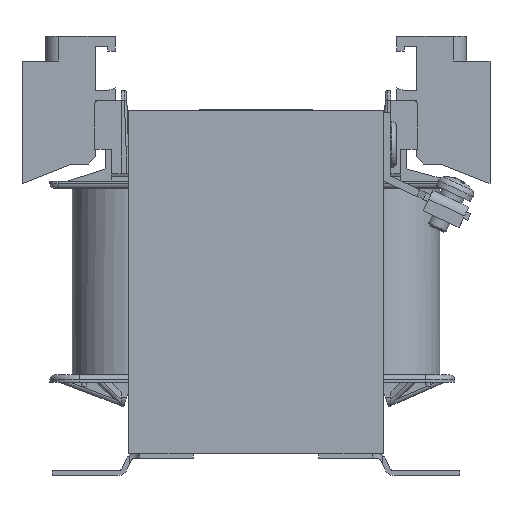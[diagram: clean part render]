
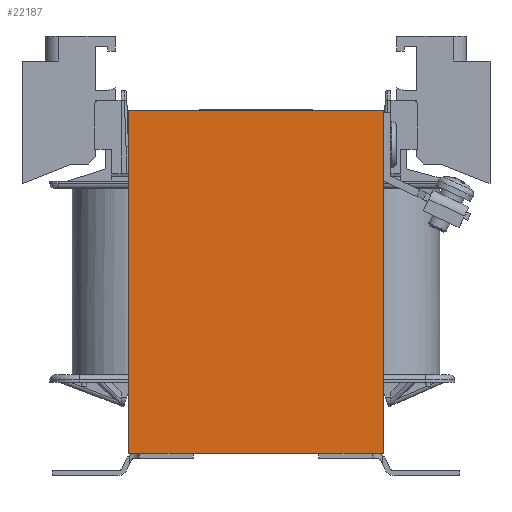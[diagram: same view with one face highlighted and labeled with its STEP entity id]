
A CAD part, left-side view. The second image highlights one B-rep face of the part: STEP entity #22187.
In plain terms, the highlighted planar face has unit normal (-1, 0, 0).
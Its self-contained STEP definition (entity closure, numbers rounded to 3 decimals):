
#1881=FACE_OUTER_BOUND('',#3014,.T.);
#3014=EDGE_LOOP('',(#17903,#17904,#17905,#17906,#17907,#17908,#17909,#17910));
#5013=LINE('',#37814,#7289);
#5026=LINE('',#37857,#7302);
#5039=LINE('',#37885,#7315);
#5061=LINE('',#37931,#7337);
#5066=LINE('',#37942,#7342);
#5075=LINE('',#37962,#7351);
#5087=LINE('',#37987,#7363);
#5088=LINE('',#37988,#7364);
#7289=VECTOR('',#28242,10.);
#7302=VECTOR('',#28277,10.);
#7315=VECTOR('',#28298,10.);
#7337=VECTOR('',#28346,10.);
#7342=VECTOR('',#28353,10.);
#7351=VECTOR('',#28366,10.);
#7363=VECTOR('',#28382,10.);
#7364=VECTOR('',#28383,10.);
#9577=VERTEX_POINT('',#37812);
#9578=VERTEX_POINT('',#37813);
#9596=VERTEX_POINT('',#37854);
#9597=VERTEX_POINT('',#37856);
#9617=VERTEX_POINT('',#37927);
#9619=VERTEX_POINT('',#37930);
#9624=VERTEX_POINT('',#37940);
#9633=VERTEX_POINT('',#37961);
#12406=EDGE_CURVE('',#9577,#9578,#5013,.T.);
#12428=EDGE_CURVE('',#9597,#9596,#5026,.T.);
#12444=EDGE_CURVE('',#9577,#9596,#5039,.T.);
#12466=EDGE_CURVE('',#9617,#9619,#5061,.T.);
#12472=EDGE_CURVE('',#9624,#9578,#5066,.T.);
#12483=EDGE_CURVE('',#9597,#9633,#5075,.T.);
#12496=EDGE_CURVE('',#9619,#9624,#5087,.T.);
#12497=EDGE_CURVE('',#9633,#9617,#5088,.T.);
#17903=ORIENTED_EDGE('',*,*,#12428,.T.);
#17904=ORIENTED_EDGE('',*,*,#12444,.F.);
#17905=ORIENTED_EDGE('',*,*,#12406,.T.);
#17906=ORIENTED_EDGE('',*,*,#12472,.F.);
#17907=ORIENTED_EDGE('',*,*,#12496,.F.);
#17908=ORIENTED_EDGE('',*,*,#12466,.F.);
#17909=ORIENTED_EDGE('',*,*,#12497,.F.);
#17910=ORIENTED_EDGE('',*,*,#12483,.F.);
#20133=PLANE('',#23771);
#22187=ADVANCED_FACE('',(#1881),#20133,.T.);
#23771=AXIS2_PLACEMENT_3D('',#37986,#28380,#28381);
#28242=DIRECTION('',(0.,0.,-1.));
#28277=DIRECTION('',(0.,0.,1.));
#28298=DIRECTION('',(0.,-1.,0.));
#28346=DIRECTION('',(0.,1.,0.));
#28353=DIRECTION('',(0.,1.,0.));
#28366=DIRECTION('',(0.,1.,0.));
#28380=DIRECTION('center_axis',(-1.,0.,0.));
#28381=DIRECTION('ref_axis',(0.,0.,
-1.));
#28382=DIRECTION('',(0.,1.,0.));
#28383=DIRECTION('',(0.,1.,0.));
#37812=CARTESIAN_POINT('',(-42.,26.,35.));
#37813=CARTESIAN_POINT('',(-42.,26.,-35.));
#37814=CARTESIAN_POINT('',(-42.,26.,-35.));
#37854=CARTESIAN_POINT('',(-42.,-26.,35.));
#37856=CARTESIAN_POINT('',(-42.,-26.,-35.));
#37857=CARTESIAN_POINT('',(-42.,-26.,-35.));
#37885=CARTESIAN_POINT('',(-42.,0.,35.));
#37927=CARTESIAN_POINT('',(-42.,-12.75,-35.));
#37930=CARTESIAN_POINT('',(-42.,12.75,-35.));
#37931=CARTESIAN_POINT('',(-42.,0.,-35.));
#37940=CARTESIAN_POINT('',(-42.,23.75,-35.));
#37942=CARTESIAN_POINT('',(-42.,0.,-35.));
#37961=CARTESIAN_POINT('',(-42.,-23.75,-35.));
#37962=CARTESIAN_POINT('',(-42.,0.,-35.));
#37986=CARTESIAN_POINT('Origin',(-42.,0.,-35.));
#37987=CARTESIAN_POINT('',(-42.,12.945,-35.));
#37988=CARTESIAN_POINT('',(-42.,-12.945,-35.));
